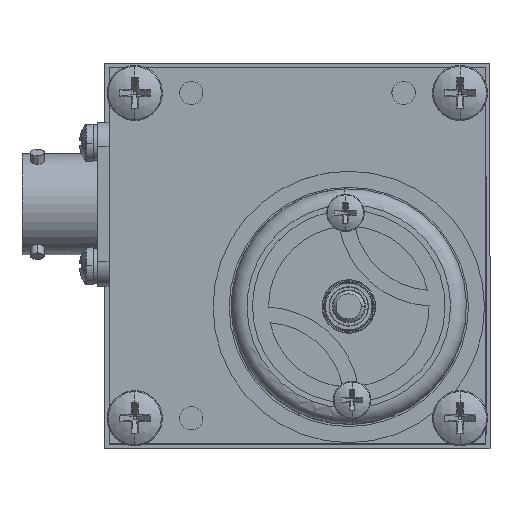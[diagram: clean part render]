
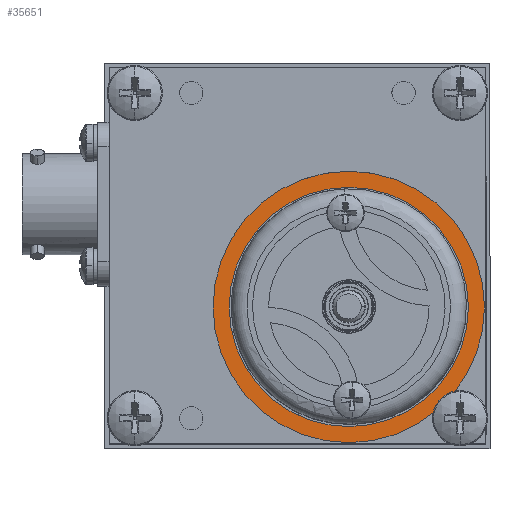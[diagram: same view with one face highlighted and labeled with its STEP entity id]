
A CAD part, top view. The second image highlights one B-rep face of the part: STEP entity #35651.
In plain terms, the highlighted planar face has unit normal (0, 0, 1).
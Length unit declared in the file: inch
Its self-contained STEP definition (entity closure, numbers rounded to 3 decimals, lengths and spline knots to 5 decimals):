
#411 = CARTESIAN_POINT ( 'NONE',  ( 0.3, -0.3, 2.553 ) ) ;
#483 = CARTESIAN_POINT ( 'NONE',  ( -0.399, -0.3, 2.553 ) ) ;
#1564 = EDGE_CURVE ( 'NONE', #46770, #34440, #46611, .T. ) ;
#3064 = CARTESIAN_POINT ( 'NONE',  ( 0.3, -0.3, 2.553 ) ) ;
#4440 = DIRECTION ( 'NONE',  ( 0., 0., 1. ) ) ;
#4810 = ORIENTED_EDGE ( 'NONE', *, *, #6518, .F. ) ;
#5142 = CARTESIAN_POINT ( 'NONE',  ( 0.3, -0.3, 2.553 ) ) ;
#6518 = EDGE_CURVE ( 'NONE', #43588, #43846, #47113, .T. ) ;
#6707 = CARTESIAN_POINT ( 'NONE',  ( 1.093, -0.3, 2.553 ) ) ;
#7466 = AXIS2_PLACEMENT_3D ( 'NONE', #411, #4440, #40356 ) ;
#9274 = DIRECTION ( 'NONE',  ( -1., 0., 0. ) ) ;
#9516 = CIRCLE ( 'NONE', #7466, 0.793 ) ;
#10065 = CARTESIAN_POINT ( 'NONE',  ( -0.493, -0.3, 2.553 ) ) ;
#11166 = CIRCLE ( 'NONE', #25572, 0.699 ) ;
#12007 = DIRECTION ( 'NONE',  ( 0., 0., 1. ) ) ;
#12157 = EDGE_LOOP ( 'NONE', ( #13944, #25454 ) ) ;
#13944 = ORIENTED_EDGE ( 'NONE', *, *, #1564, .T. ) ;
#15406 = DIRECTION ( 'NONE',  ( 0., 0., 1. ) ) ;
#17346 = ORIENTED_EDGE ( 'NONE', *, *, #44194, .F. ) ;
#19300 = FACE_BOUND ( 'NONE', #43598, .T. ) ;
#22351 = CARTESIAN_POINT ( 'NONE',  ( 0.3, -0.3, 2.553 ) ) ;
#23628 = AXIS2_PLACEMENT_3D ( 'NONE', #5142, #36908, #9274 ) ;
#25454 = ORIENTED_EDGE ( 'NONE', *, *, #39393, .T. ) ;
#25572 = AXIS2_PLACEMENT_3D ( 'NONE', #3064, #42833, #27040 ) ;
#26881 = PLANE ( 'NONE',  #35998 ) ;
#27040 = DIRECTION ( 'NONE',  ( -1., 0., 0. ) ) ;
#31033 = DIRECTION ( 'NONE',  ( -1., 0., 0. ) ) ;
#34440 = VERTEX_POINT ( 'NONE', #6707 ) ;
#35651 = ADVANCED_FACE ( 'NONE', ( #19300, #48528 ), #26881, .T. ) ;
#35998 = AXIS2_PLACEMENT_3D ( 'NONE', #22351, #15406, #31033 ) ;
#36908 = DIRECTION ( 'NONE',  ( 0., 0., 1. ) ) ;
#39290 = CARTESIAN_POINT ( 'NONE',  ( 0.3, -0.3, 2.553 ) ) ;
#39393 = EDGE_CURVE ( 'NONE', #34440, #46770, #9516, .T. ) ;
#40356 = DIRECTION ( 'NONE',  ( -1., 0., 0. ) ) ;
#42833 = DIRECTION ( 'NONE',  ( 0., 0., 1. ) ) ;
#43262 = DIRECTION ( 'NONE',  ( -1., 0., 0. ) ) ;
#43588 = VERTEX_POINT ( 'NONE', #483 ) ;
#43598 = EDGE_LOOP ( 'NONE', ( #4810, #17346 ) ) ;
#43846 = VERTEX_POINT ( 'NONE', #45056 ) ;
#44194 = EDGE_CURVE ( 'NONE', #43846, #43588, #11166, .T. ) ;
#45056 = CARTESIAN_POINT ( 'NONE',  ( 0.999, -0.3, 2.553 ) ) ;
#46150 = AXIS2_PLACEMENT_3D ( 'NONE', #39290, #12007, #43262 ) ;
#46611 = CIRCLE ( 'NONE', #46150, 0.793 ) ;
#46770 = VERTEX_POINT ( 'NONE', #10065 ) ;
#47113 = CIRCLE ( 'NONE', #23628, 0.699 ) ;
#48528 = FACE_OUTER_BOUND ( 'NONE', #12157, .T. ) ;
